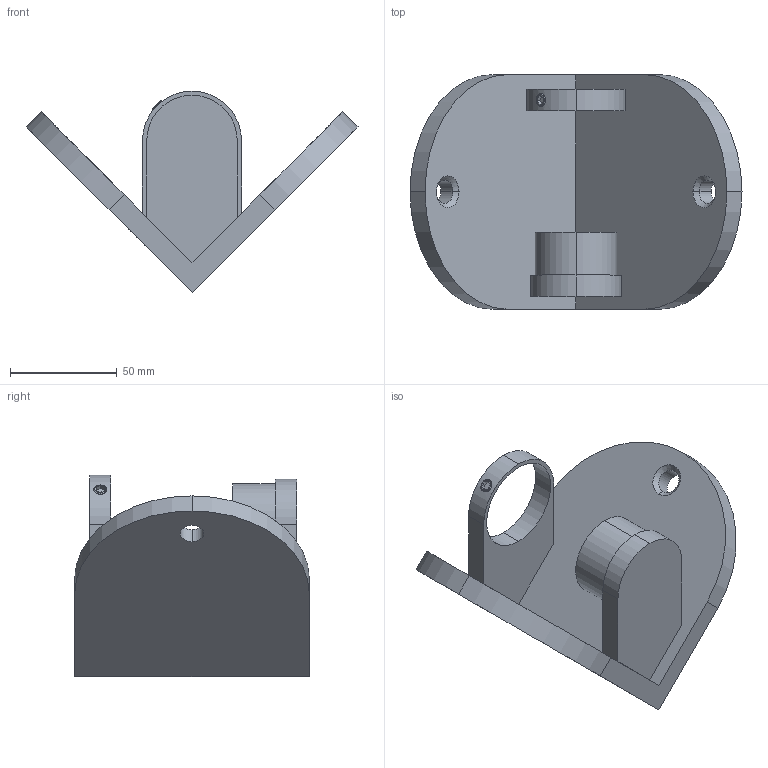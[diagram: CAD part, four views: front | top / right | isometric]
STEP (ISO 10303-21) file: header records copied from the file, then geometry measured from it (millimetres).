
FILE_DESCRIPTION (( 'STEP AP203' ), '1' );
FILE_NAME ('3D_GB3204_42,4_188746400.STEP', '2024-10-25T13:18:44', ( '' ), ( '' ), 'SwSTEP 2.0', 'SolidWorks 2023', '' );
FILE_SCHEMA (( 'CONFIG_CONTROL_DESIGN' ));
Length unit declared in the file: millimetre
Products named in the file (1): 3D_GB3204_42,4_188746400
Bounding box: 155.56 x 110 x 94.62 mm (x, y, z)
Volume: 249920.6 mm3; surface area: 62656.8 mm2
Topology: 1 solids, 1 shells, 61 faces, 147 edges, 93 vertices
Faces by surface type: cylinder 28, plane 25, cone 6, torus 2
Entity records: 1969 total; most frequent: CARTESIAN_POINT 424, DIRECTION 318, ORIENTED_EDGE 294, EDGE_CURVE 147, AXIS2_PLACEMENT_3D 119, VERTEX_POINT 93, VECTOR 80, LINE 80
